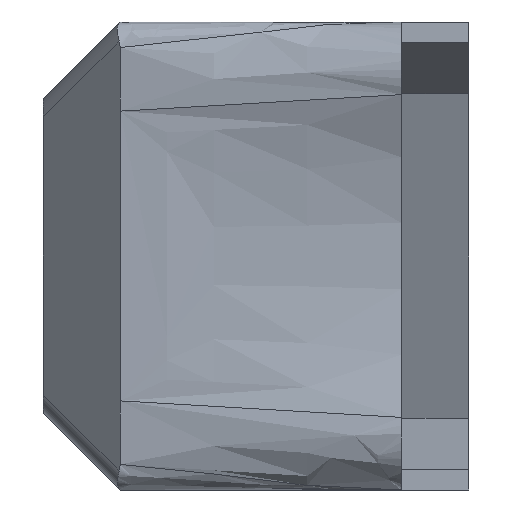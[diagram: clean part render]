
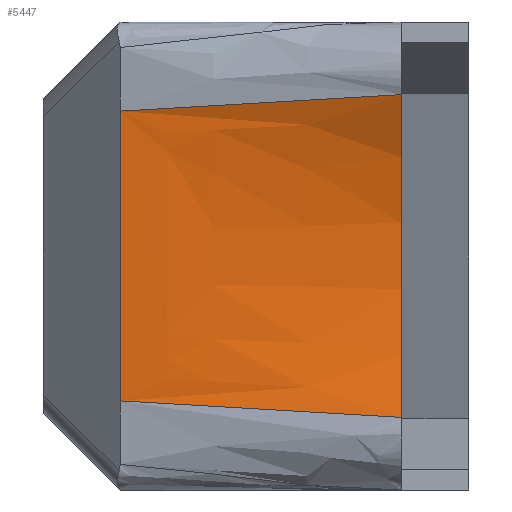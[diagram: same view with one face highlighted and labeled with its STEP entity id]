
A CAD part, left-side view. The second image highlights one B-rep face of the part: STEP entity #5447.
In plain terms, the highlighted free-form (B-spline) face has degree [3, 3] with [10, 4] control points.
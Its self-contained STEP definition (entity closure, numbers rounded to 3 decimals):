
#24=CIRCLE('',#5686,75.);
#151=B_SPLINE_SURFACE_WITH_KNOTS('',3,3,((#10325,#10326,#10327,#10328),
(#10329,#10330,#10331,#10332),(#10333,#10334,#10335,#10336),(#10337,#10338,
#10339,#10340),(#10341,#10342,#10343,#10344),(#10345,#10346,#10347,#10348),
(#10349,#10350,#10351,#10352),(#10353,#10354,#10355,#10356),(#10357,#10358,
#10359,#10360),(#10361,#10362,#10363,#10364)),.UNSPECIFIED.,.F.,.F.,.F.,
(4,1,1,1,1,1,1,4),(4,4),(0.,0.143,0.286,0.429,
0.571,0.714,0.857,1.),(0.,1.),
 .UNSPECIFIED.);
#826=FACE_OUTER_BOUND('',#1145,.T.);
#1145=EDGE_LOOP('',(#5138,#5139,#5140,#5141));
#1633=LINE('',#9786,#2187);
#1715=LINE('',#10324,#2269);
#1716=LINE('',#10365,#2270);
#2187=VECTOR('',#6489,10.);
#2269=VECTOR('',#6683,55.535);
#2270=VECTOR('',#6684,55.535);
#2723=VERTEX_POINT('',#9783);
#2724=VERTEX_POINT('',#9785);
#2789=VERTEX_POINT('',#10287);
#2790=VERTEX_POINT('',#10289);
#3465=EDGE_CURVE('',#2723,#2724,#1633,.T.);
#3571=EDGE_CURVE('',#2790,#2789,#24,.T.);
#3574=EDGE_CURVE('',#2790,#2723,#1715,.T.);
#3575=EDGE_CURVE('',#2789,#2724,#1716,.T.);
#5138=ORIENTED_EDGE('',*,*,#3571,.T.);
#5139=ORIENTED_EDGE('',*,*,#3575,.T.);
#5140=ORIENTED_EDGE('',*,*,#3465,.F.);
#5141=ORIENTED_EDGE('',*,*,#3574,.F.);
#5447=ADVANCED_FACE('',(#826),#151,.T.);
#5686=AXIS2_PLACEMENT_3D('',#10290,#6672,#6673);
#6489=DIRECTION('',(0.,0.,1.));
#6672=DIRECTION('center_axis',(0.,-1.,0.));
#6673=DIRECTION('ref_axis',(-0.907,0.,-0.421));
#6683=DIRECTION('',(0.126,0.99,0.058));
#6684=DIRECTION('',(0.126,0.99,-0.058));
#9783=CARTESIAN_POINT('',(75.,55.,-28.358));
#9785=CARTESIAN_POINT('',(75.,55.,28.358));
#9786=CARTESIAN_POINT('',(75.,55.,-45.8));
#10287=CARTESIAN_POINT('',(68.023,0.,31.588));
#10289=CARTESIAN_POINT('',(68.023,0.,-31.588));
#10290=CARTESIAN_POINT('Origin',(0.,0.,0.));
#10324=CARTESIAN_POINT('',(68.023,0.,-31.588));
#10325=CARTESIAN_POINT('Ctrl Pts',(68.023,0.,-31.588));
#10326=CARTESIAN_POINT('Ctrl Pts',(70.349,18.333,-30.511));
#10327=CARTESIAN_POINT('Ctrl Pts',(72.674,36.667,-29.434));
#10328=CARTESIAN_POINT('Ctrl Pts',(75.,55.,-28.358));
#10329=CARTESIAN_POINT('Ctrl Pts',(68.426,0.,-30.722));
#10330=CARTESIAN_POINT('Ctrl Pts',(70.618,18.333,-29.658));
#10331=CARTESIAN_POINT('Ctrl Pts',(72.807,36.667,-28.591));
#10332=CARTESIAN_POINT('Ctrl Pts',(75.,55.,-27.527));
#10333=CARTESIAN_POINT('Ctrl Pts',(69.993,0.,-27.309));
#10334=CARTESIAN_POINT('Ctrl Pts',(71.662,18.333,-26.294));
#10335=CARTESIAN_POINT('Ctrl Pts',(73.331,36.667,-25.278));
#10336=CARTESIAN_POINT('Ctrl Pts',(75.,55.,-24.263));
#10337=CARTESIAN_POINT('Ctrl Pts',(73.036,0.,-18.206));
#10338=CARTESIAN_POINT('Ctrl Pts',(73.691,18.333,-17.448));
#10339=CARTESIAN_POINT('Ctrl Pts',(74.345,36.667,-16.69));
#10340=CARTESIAN_POINT('Ctrl Pts',(75.,55.,-15.932));
#10341=CARTESIAN_POINT('Ctrl Pts',(75.084,0.,-6.394));
#10342=CARTESIAN_POINT('Ctrl Pts',(75.056,18.333,-6.109));
#10343=CARTESIAN_POINT('Ctrl Pts',(75.028,36.667,-5.824));
#10344=CARTESIAN_POINT('Ctrl Pts',(75.,55.,-5.54));
#10345=CARTESIAN_POINT('Ctrl Pts',(75.084,0.,6.393));
#10346=CARTESIAN_POINT('Ctrl Pts',(75.056,18.333,6.109));
#10347=CARTESIAN_POINT('Ctrl Pts',(75.028,36.667,5.824));
#10348=CARTESIAN_POINT('Ctrl Pts',(75.,55.,5.54));
#10349=CARTESIAN_POINT('Ctrl Pts',(73.035,0.,18.205));
#10350=CARTESIAN_POINT('Ctrl Pts',(73.69,18.333,17.447));
#10351=CARTESIAN_POINT('Ctrl Pts',(74.345,36.667,16.69));
#10352=CARTESIAN_POINT('Ctrl Pts',(75.,55.,15.932));
#10353=CARTESIAN_POINT('Ctrl Pts',(69.994,0.,27.31));
#10354=CARTESIAN_POINT('Ctrl Pts',(71.662,18.333,26.294));
#10355=CARTESIAN_POINT('Ctrl Pts',(73.331,36.667,25.278));
#10356=CARTESIAN_POINT('Ctrl Pts',(75.,55.,24.263));
#10357=CARTESIAN_POINT('Ctrl Pts',(68.426,0.,30.722));
#10358=CARTESIAN_POINT('Ctrl Pts',(70.618,18.333,29.658));
#10359=CARTESIAN_POINT('Ctrl Pts',(72.807,36.667,28.591));
#10360=CARTESIAN_POINT('Ctrl Pts',(75.,55.,27.527));
#10361=CARTESIAN_POINT('Ctrl Pts',(68.023,0.,31.588));
#10362=CARTESIAN_POINT('Ctrl Pts',(70.349,18.333,30.511));
#10363=CARTESIAN_POINT('Ctrl Pts',(72.674,36.667,29.434));
#10364=CARTESIAN_POINT('Ctrl Pts',(75.,55.,28.358));
#10365=CARTESIAN_POINT('',(68.023,0.,31.588));
